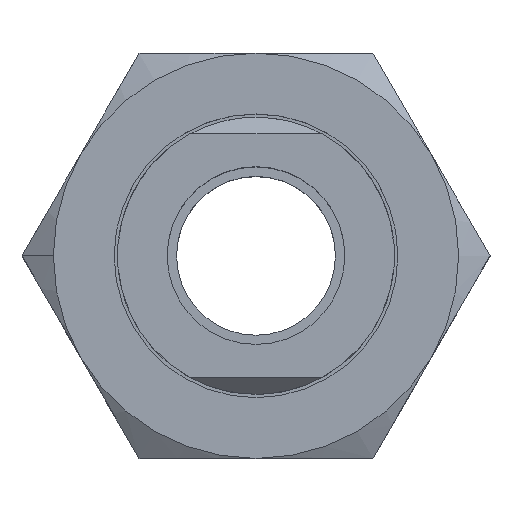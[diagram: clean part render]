
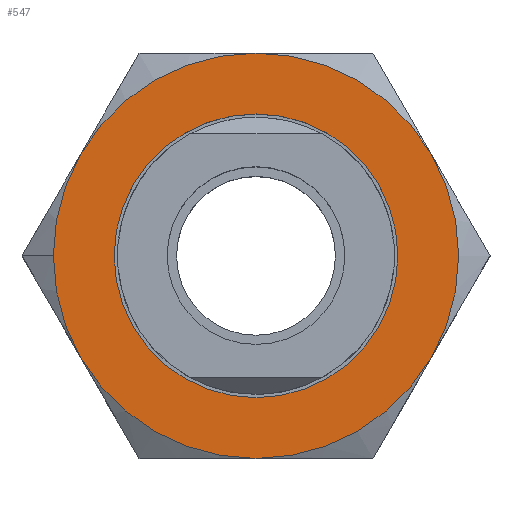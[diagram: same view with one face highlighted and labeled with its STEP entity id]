
A CAD part, top view. The second image highlights one B-rep face of the part: STEP entity #547.
In plain terms, the highlighted planar face has unit normal (0, 0, 1).
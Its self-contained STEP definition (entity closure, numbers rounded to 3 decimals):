
#90 = VERTEX_POINT ( 'NONE', #985 ) ;
#179 = EDGE_CURVE ( 'NONE', #180, #181, #1158, .T. ) ;
#180 = VERTEX_POINT ( 'NONE', #1128 ) ;
#181 = VERTEX_POINT ( 'NONE', #1127 ) ;
#269 = EDGE_CURVE ( 'NONE', #270, #180, #1275, .T. ) ;
#270 = VERTEX_POINT ( 'NONE', #1280 ) ;
#296 = EDGE_CURVE ( 'NONE', #90, #297, #1348, .T. ) ;
#297 = VERTEX_POINT ( 'NONE', #1343 ) ;
#301 = EDGE_CURVE ( 'NONE', #181, #347, #1320, .T. ) ;
#321 = EDGE_CURVE ( 'NONE', #526, #462, #1354, .T. ) ;
#346 = EDGE_CURVE ( 'NONE', #347, #529, #1592, .T. ) ;
#347 = VERTEX_POINT ( 'NONE', #1593 ) ;
#455 = ORIENTED_EDGE ( 'NONE', *, *, #497, .T. ) ;
#456 = ORIENTED_EDGE ( 'NONE', *, *, #269, .T. ) ;
#457 = ORIENTED_EDGE ( 'NONE', *, *, #179, .T. ) ;
#458 = ORIENTED_EDGE ( 'NONE', *, *, #301, .T. ) ;
#459 = ORIENTED_EDGE ( 'NONE', *, *, #346, .T. ) ;
#462 = VERTEX_POINT ( 'NONE', #510 ) ;
#497 = EDGE_CURVE ( 'NONE', #462, #270, #1765, .T. ) ;
#510 = CARTESIAN_POINT ( 'NONE',  ( 0., 15., 8.5 ) ) ;
#513 = EDGE_LOOP ( 'NONE', ( #514, #515 ) ) ;
#514 = ORIENTED_EDGE ( 'NONE', *, *, #563, .F. ) ;
#515 = ORIENTED_EDGE ( 'NONE', *, *, #296, .F. ) ;
#516 = EDGE_LOOP ( 'NONE', ( #517, #455, #456, #457, #458, #459, #541 ) ) ;
#517 = ORIENTED_EDGE ( 'NONE', *, *, #321, .T. ) ;
#526 = VERTEX_POINT ( 'NONE', #1445 ) ;
#528 = EDGE_CURVE ( 'NONE', #529, #526, #1056, .T. ) ;
#529 = VERTEX_POINT ( 'NONE', #1151 ) ;
#541 = ORIENTED_EDGE ( 'NONE', *, *, #528, .T. ) ;
#547 = ADVANCED_FACE ( 'NONE', ( #1494, #1493 ), #1505, .F. ) ;
#563 = EDGE_CURVE ( 'NONE', #297, #90, #1491, .T. ) ;
#985 = CARTESIAN_POINT ( 'NONE',  ( -10.5, 0., 8.5 ) ) ;
#1049 = DIRECTION ( 'NONE',  ( 1., 0., 0. ) ) ;
#1053 = DIRECTION ( 'NONE',  ( 0., 0., 1. ) ) ;
#1056 = CIRCLE ( 'NONE', #1076, 15. ) ;
#1060 = CARTESIAN_POINT ( 'NONE',  ( 0., 0., 8.5 ) ) ;
#1076 = AXIS2_PLACEMENT_3D ( 'NONE', #1060, #1053, #1049 ) ;
#1127 = CARTESIAN_POINT ( 'NONE',  ( -12.99, -7.5, 8.5 ) ) ;
#1128 = CARTESIAN_POINT ( 'NONE',  ( -15., 0., 8.5 ) ) ;
#1129 = DIRECTION ( 'NONE',  ( 1., 0., 0. ) ) ;
#1151 = CARTESIAN_POINT ( 'NONE',  ( 12.99, -7.5, 8.5 ) ) ;
#1155 = DIRECTION ( 'NONE',  ( 0., 0., 1. ) ) ;
#1156 = CARTESIAN_POINT ( 'NONE',  ( 0., 0., 8.5 ) ) ;
#1157 = AXIS2_PLACEMENT_3D ( 'NONE', #1156, #1155, #1129 ) ;
#1158 = CIRCLE ( 'NONE', #1157, 15. ) ;
#1275 = CIRCLE ( 'NONE', #1284, 15. ) ;
#1280 = CARTESIAN_POINT ( 'NONE',  ( -12.99, 7.5, 8.5 ) ) ;
#1281 = DIRECTION ( 'NONE',  ( 1., 0., 0. ) ) ;
#1282 = DIRECTION ( 'NONE',  ( 0., 0., 1. ) ) ;
#1283 = CARTESIAN_POINT ( 'NONE',  ( 0., 0., 8.5 ) ) ;
#1284 = AXIS2_PLACEMENT_3D ( 'NONE', #1283, #1282, #1281 ) ;
#1316 = DIRECTION ( 'NONE',  ( 1., 0., 0. ) ) ;
#1317 = DIRECTION ( 'NONE',  ( 0., 0., 1. ) ) ;
#1318 = CARTESIAN_POINT ( 'NONE',  ( 0., 0., 8.5 ) ) ;
#1319 = AXIS2_PLACEMENT_3D ( 'NONE', #1318, #1317, #1316 ) ;
#1320 = CIRCLE ( 'NONE', #1319, 15. ) ;
#1343 = CARTESIAN_POINT ( 'NONE',  ( 10.5, 0., 8.5 ) ) ;
#1344 = DIRECTION ( 'NONE',  ( 1., 0., 0. ) ) ;
#1345 = DIRECTION ( 'NONE',  ( 0., 0., 1. ) ) ;
#1346 = CARTESIAN_POINT ( 'NONE',  ( 0., 0., 8.5 ) ) ;
#1347 = AXIS2_PLACEMENT_3D ( 'NONE', #1346, #1345, #1344 ) ;
#1348 = CIRCLE ( 'NONE', #1347, 10.5 ) ;
#1351 = DIRECTION ( 'NONE',  ( 1., 0., 0. ) ) ;
#1352 = DIRECTION ( 'NONE',  ( 0., 0., 1. ) ) ;
#1353 = AXIS2_PLACEMENT_3D ( 'NONE', #1367, #1352, #1351 ) ;
#1354 = CIRCLE ( 'NONE', #1353, 15. ) ;
#1367 = CARTESIAN_POINT ( 'NONE',  ( 0., 0., 8.5 ) ) ;
#1445 = CARTESIAN_POINT ( 'NONE',  ( 12.99, 7.5, 8.5 ) ) ;
#1479 = DIRECTION ( 'NONE',  ( 1., 0., 0. ) ) ;
#1488 = DIRECTION ( 'NONE',  ( 0., 0., 1. ) ) ;
#1489 = CARTESIAN_POINT ( 'NONE',  ( 0., 0., 8.5 ) ) ;
#1490 = AXIS2_PLACEMENT_3D ( 'NONE', #1489, #1488, #1479 ) ;
#1491 = CIRCLE ( 'NONE', #1490, 10.5 ) ;
#1493 = FACE_OUTER_BOUND ( 'NONE', #516, .T. ) ;
#1494 = FACE_BOUND ( 'NONE', #513, .T. ) ;
#1504 = CARTESIAN_POINT ( 'NONE',  ( 0., 15., 8.5 ) ) ;
#1505 = PLANE ( 'NONE',  #1509 ) ;
#1507 = DIRECTION ( 'NONE',  ( -1., 0., 0. ) ) ;
#1508 = DIRECTION ( 'NONE',  ( 0., 0., -1. ) ) ;
#1509 = AXIS2_PLACEMENT_3D ( 'NONE', #1504, #1508, #1507 ) ;
#1585 = DIRECTION ( 'NONE',  ( 0., 0., 1. ) ) ;
#1587 = CARTESIAN_POINT ( 'NONE',  ( 0., 0., 8.5 ) ) ;
#1589 = AXIS2_PLACEMENT_3D ( 'NONE', #1587, #1585, #1590 ) ;
#1590 = DIRECTION ( 'NONE',  ( 1., 0., 0. ) ) ;
#1592 = CIRCLE ( 'NONE', #1589, 15. ) ;
#1593 = CARTESIAN_POINT ( 'NONE',  ( 0., -15., 8.5 ) ) ;
#1759 = DIRECTION ( 'NONE',  ( 1., 0., 0. ) ) ;
#1760 = DIRECTION ( 'NONE',  ( 0., 0., 1. ) ) ;
#1761 = CARTESIAN_POINT ( 'NONE',  ( 0., 0., 8.5 ) ) ;
#1762 = AXIS2_PLACEMENT_3D ( 'NONE', #1761, #1760, #1759 ) ;
#1765 = CIRCLE ( 'NONE', #1762, 15. ) ;
